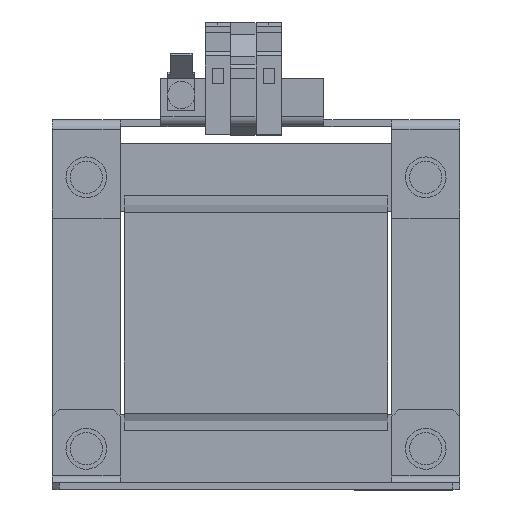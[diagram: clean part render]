
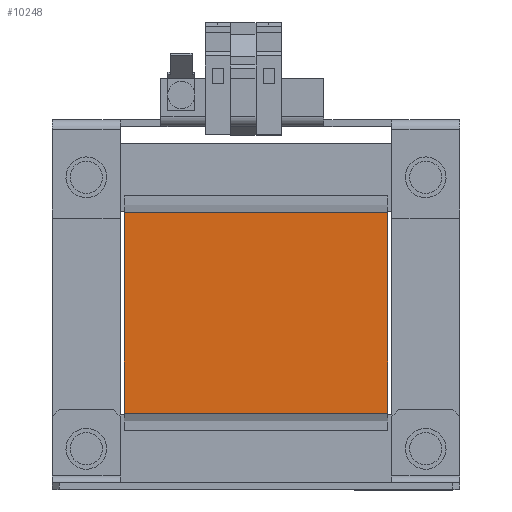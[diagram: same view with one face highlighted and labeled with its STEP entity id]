
A CAD part, top view. The second image highlights one B-rep face of the part: STEP entity #10248.
In plain terms, the highlighted planar face has unit normal (0, 0, 1).
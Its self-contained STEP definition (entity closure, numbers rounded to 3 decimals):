
#50 = EDGE_CURVE ( 'NONE', #11050, #3592, #11262, .T. ) ;
#591 = LINE ( 'NONE', #9045, #883 ) ;
#883 = VECTOR ( 'NONE', #901, 1000. ) ;
#901 = DIRECTION ( 'NONE',  ( -1., 0., 0. ) ) ;
#972 = DIRECTION ( 'NONE',  ( -1., 0., 0. ) ) ;
#1333 = EDGE_CURVE ( 'NONE', #3592, #4307, #591, .T. ) ;
#1524 = CARTESIAN_POINT ( 'NONE',  ( 38.75, 29.5, 43.85 ) ) ;
#1777 = PLANE ( 'NONE',  #7916 ) ;
#2747 = CARTESIAN_POINT ( 'NONE',  ( -38.75, 29.5, 43.85 ) ) ;
#2884 = ORIENTED_EDGE ( 'NONE', *, *, #5838, .T. ) ;
#2995 = LINE ( 'NONE', #7445, #3267 ) ;
#3200 = FACE_OUTER_BOUND ( 'NONE', #9724, .T. ) ;
#3267 = VECTOR ( 'NONE', #3875, 1000. ) ;
#3395 = DIRECTION ( 'NONE',  ( 0., -1., 0. ) ) ;
#3425 = VERTEX_POINT ( 'NONE', #2747 ) ;
#3592 = VERTEX_POINT ( 'NONE', #8428 ) ;
#3875 = DIRECTION ( 'NONE',  ( 0., -1., 0. ) ) ;
#4307 = VERTEX_POINT ( 'NONE', #10460 ) ;
#5838 = EDGE_CURVE ( 'NONE', #11050, #3425, #7666, .T. ) ;
#6491 = ORIENTED_EDGE ( 'NONE', *, *, #11541, .T. ) ;
#6620 = ORIENTED_EDGE ( 'NONE', *, *, #50, .F. ) ;
#7445 = CARTESIAN_POINT ( 'NONE',  ( -38.75, 29.5, 43.85 ) ) ;
#7666 = LINE ( 'NONE', #8387, #10773 ) ;
#7764 = ORIENTED_EDGE ( 'NONE', *, *, #1333, .F. ) ;
#7916 = AXIS2_PLACEMENT_3D ( 'NONE', #8181, #9003, #972 ) ;
#8181 = CARTESIAN_POINT ( 'NONE',  ( 38.75, 29.5, 43.85 ) ) ;
#8341 = DIRECTION ( 'NONE',  ( -1., 0., 0. ) ) ;
#8387 = CARTESIAN_POINT ( 'NONE',  ( 38.75, 29.5, 43.85 ) ) ;
#8428 = CARTESIAN_POINT ( 'NONE',  ( 38.75, -29.5, 43.85 ) ) ;
#9003 = DIRECTION ( 'NONE',  ( 0., 0., -1. ) ) ;
#9045 = CARTESIAN_POINT ( 'NONE',  ( 38.75, -29.5, 43.85 ) ) ;
#9724 = EDGE_LOOP ( 'NONE', ( #6491, #7764, #6620, #2884 ) ) ;
#10248 = ADVANCED_FACE ( 'NONE', ( #3200 ), #1777, .F. ) ;
#10319 = CARTESIAN_POINT ( 'NONE',  ( 38.75, 29.5, 43.85 ) ) ;
#10460 = CARTESIAN_POINT ( 'NONE',  ( -38.75, -29.5, 43.85 ) ) ;
#10685 = VECTOR ( 'NONE', #3395, 1000. ) ;
#10773 = VECTOR ( 'NONE', #8341, 1000. ) ;
#11050 = VERTEX_POINT ( 'NONE', #10319 ) ;
#11262 = LINE ( 'NONE', #1524, #10685 ) ;
#11541 = EDGE_CURVE ( 'NONE', #3425, #4307, #2995, .T. ) ;
